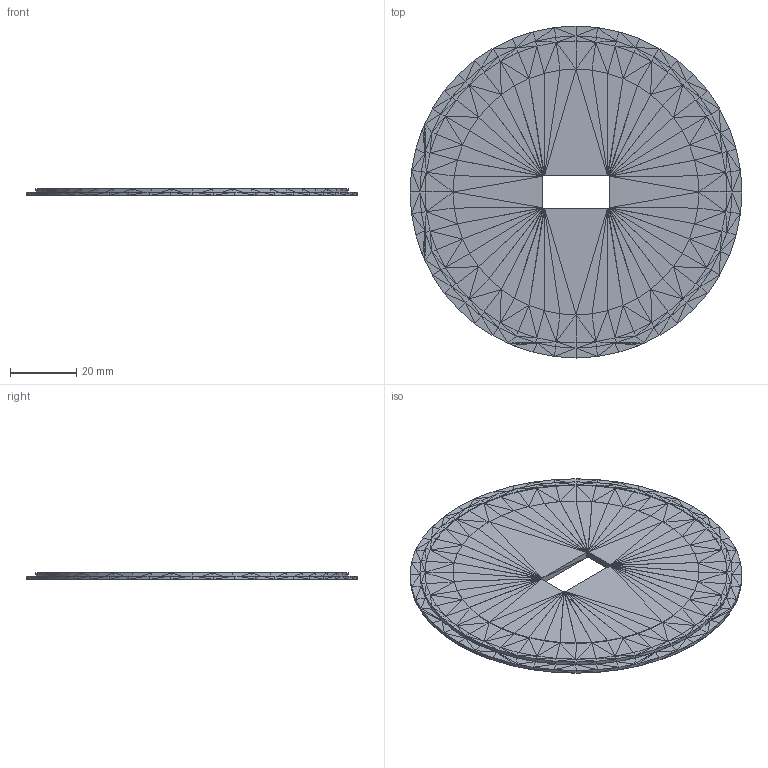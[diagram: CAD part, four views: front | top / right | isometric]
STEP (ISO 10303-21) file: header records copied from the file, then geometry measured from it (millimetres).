
FILE_DESCRIPTION((''),'2;1');
FILE_NAME('Top part', '2026-01-19T18:38:07', (''), (''), 'ImageToStl.com STEP Converter','', '');
FILE_SCHEMA(('AUTOMOTIVE_DESIGN_CC2'));
Length unit declared in the file: metre
Products named in the file (1): product0
Bounding box: 100 x 100 x 2 mm (x, y, z)
Surface area: 17657.1 mm2 (no closed solid volume)
Topology: 0 solids, 1536 shells, 1536 faces, 4608 edges, 768 vertices
Faces by surface type: plane 1536
Entity records: 35356 total; most frequent: DIRECTION 7682, ORIENTED_EDGE 4608, EDGE_CURVE 4608, LINE 4608, VECTOR 4608, AXIS2_PLACEMENT_3D 1537, FACE_SURFACE 1536, PLANE 1536
